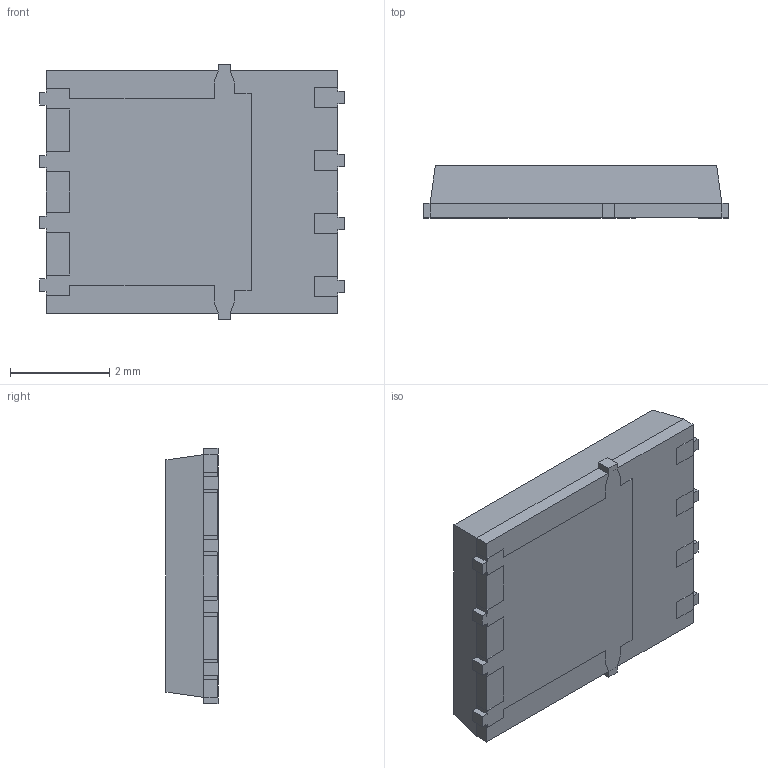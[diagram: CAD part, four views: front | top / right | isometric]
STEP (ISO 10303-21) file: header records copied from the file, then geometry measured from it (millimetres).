
FILE_DESCRIPTION (( 'STEP AP214' ), '1' );
FILE_NAME ('SI7155DP-T1-GE3.STEP', '2024-08-01T15:50:18', ( '' ), ( '' ), 'SwSTEP 2.0', 'SolidWorks 2024', '' );
FILE_SCHEMA (( 'AUTOMOTIVE_DESIGN' ));
Length unit declared in the file: millimetre
Products named in the file (1): SI7155DP-T1-GE3
Bounding box: 6.15 x 1.05 x 5.16 mm (x, y, z)
Volume: 33.8 mm3; surface area: 119.1 mm2
Topology: 6 solids, 6 shells, 104 faces, 272 edges, 180 vertices
Faces by surface type: plane 104
Entity records: 3302 total; most frequent: CARTESIAN_POINT 557, ORIENTED_EDGE 544, DIRECTION 482, EDGE_CURVE 272, LINE 272, VECTOR 272, VERTEX_POINT 180, AXIS2_PLACEMENT_3D 105
